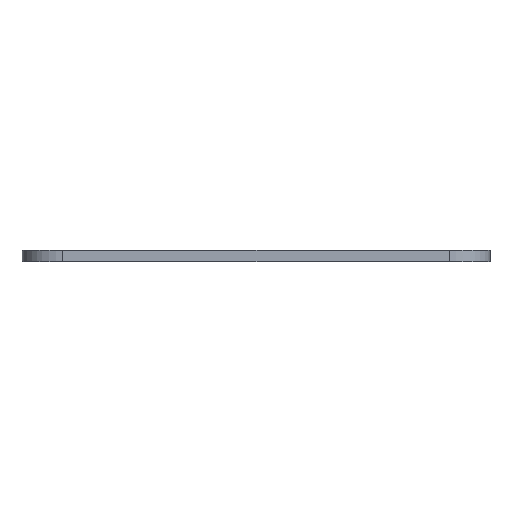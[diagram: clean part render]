
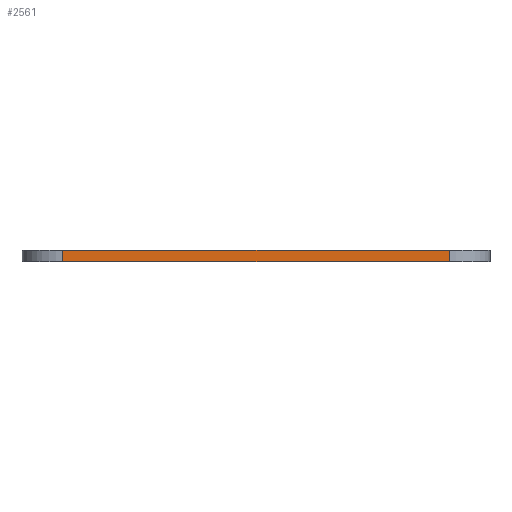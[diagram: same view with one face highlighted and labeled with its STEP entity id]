
A CAD part, left-side view. The second image highlights one B-rep face of the part: STEP entity #2561.
In plain terms, the highlighted planar face has unit normal (-1, 0, 0).
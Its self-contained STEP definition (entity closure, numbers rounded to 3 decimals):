
#49=CARTESIAN_POINT('',(-20.,-16.5,-0.5));
#50=VERTEX_POINT('',#49);
#68=CARTESIAN_POINT('',(-20.,-16.5,0.5));
#69=VERTEX_POINT('',#68);
#77=CARTESIAN_POINT('',(-20.,-16.5,0.5));
#78=DIRECTION('',(0.0,0.0,-1.0));
#79=VECTOR('',#78,1.0);
#80=LINE('',#77,#79);
#81=EDGE_CURVE('',#69,#50,#80,.T.);
#123=CARTESIAN_POINT('',(-20.,16.5,-0.5));
#124=VERTEX_POINT('',#123);
#125=CARTESIAN_POINT('',(-20.,16.5,-0.5));
#126=DIRECTION('',(0.0,-1.0,0.0));
#127=VECTOR('',#126,33.0);
#128=LINE('',#125,#127);
#129=EDGE_CURVE('',#124,#50,#128,.T.);
#1139=CARTESIAN_POINT('',(-20.,16.5,0.5));
#1140=VERTEX_POINT('',#1139);
#1148=CARTESIAN_POINT('',(-20.,-16.5,0.5));
#1149=DIRECTION('',(0.0,1.0,0.0));
#1150=VECTOR('',#1149,33.0);
#1151=LINE('',#1148,#1150);
#1152=EDGE_CURVE('',#69,#1140,#1151,.T.);
#1418=CARTESIAN_POINT('',(-20.,16.5,-0.5));
#1419=DIRECTION('',(0.0,0.0,1.0));
#1420=VECTOR('',#1419,1.0);
#1421=LINE('',#1418,#1420);
#1422=EDGE_CURVE('',#124,#1140,#1421,.T.);
#2550=CARTESIAN_POINT('',(-20.,-20.0,0.0));
#2551=DIRECTION('',(-1.0,0.0,0.0));
#2552=DIRECTION('',(0.0,0.0,1.0));
#2553=AXIS2_PLACEMENT_3D('',#2550,#2551,#2552);
#2554=PLANE('',#2553);
#2555=ORIENTED_EDGE('',*,*,#81,.F.);
#2556=ORIENTED_EDGE('',*,*,#1152,.T.);
#2557=ORIENTED_EDGE('',*,*,#1422,.F.);
#2558=ORIENTED_EDGE('',*,*,#129,.T.);
#2559=EDGE_LOOP('',(#2555,#2556,#2557,#2558));
#2560=FACE_OUTER_BOUND('',#2559,.T.);
#2561=ADVANCED_FACE('',(#2560),#2554,.T.);
